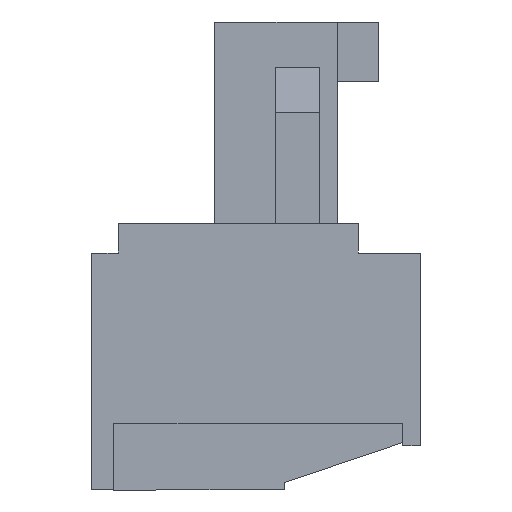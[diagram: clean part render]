
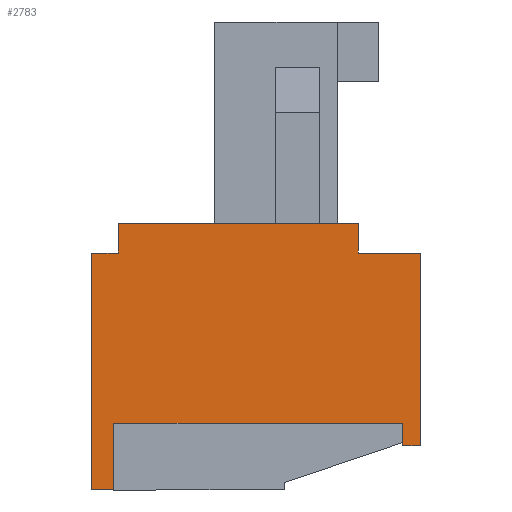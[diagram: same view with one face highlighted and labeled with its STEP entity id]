
A CAD part, left-side view. The second image highlights one B-rep face of the part: STEP entity #2783.
In plain terms, the highlighted planar face has unit normal (-1, 0, 0).
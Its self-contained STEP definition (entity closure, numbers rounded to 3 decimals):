
#2783 = ADVANCED_FACE( '', ( #6080 ), #6081, .F. );
#6080 = FACE_OUTER_BOUND( '', #10114, .T. );
#6081 = PLANE( '', #10115 );
#10114 = EDGE_LOOP( '', ( #17326, #17327, #17328, #17329, #17330, #17331, #17332, #17333, #17334, #17335, #17336, #17337 ) );
#10115 = AXIS2_PLACEMENT_3D( '', #17338, #17339, #17340 );
#17326 = ORIENTED_EDGE( '', *, *, #26549, .F. );
#17327 = ORIENTED_EDGE( '', *, *, #26550, .F. );
#17328 = ORIENTED_EDGE( '', *, *, #26333, .F. );
#17329 = ORIENTED_EDGE( '', *, *, #26551, .F. );
#17330 = ORIENTED_EDGE( '', *, *, #23980, .F. );
#17331 = ORIENTED_EDGE( '', *, *, #26552, .F. );
#17332 = ORIENTED_EDGE( '', *, *, #24362, .F. );
#17333 = ORIENTED_EDGE( '', *, *, #26553, .F. );
#17334 = ORIENTED_EDGE( '', *, *, #26554, .F. );
#17335 = ORIENTED_EDGE( '', *, *, #25052, .F. );
#17336 = ORIENTED_EDGE( '', *, *, #26555, .F. );
#17337 = ORIENTED_EDGE( '', *, *, #26556, .F. );
#17338 = CARTESIAN_POINT( '', ( -30.48, 0., 0. ) );
#17339 = DIRECTION( '', ( 1., 0., 0. ) );
#17340 = DIRECTION( '', ( 0., 0., -1. ) );
#23980 = EDGE_CURVE( '', #28563, #28543, #28565, .T. );
#24362 = EDGE_CURVE( '', #29243, #29244, #29245, .T. );
#25052 = EDGE_CURVE( '', #30437, #30439, #30440, .T. );
#26333 = EDGE_CURVE( '', #32454, #32456, #32457, .T. );
#26549 = EDGE_CURVE( '', #32766, #32767, #32768, .T. );
#26550 = EDGE_CURVE( '', #32456, #32766, #32769, .T. );
#26551 = EDGE_CURVE( '', #28543, #32454, #32770, .T. );
#26552 = EDGE_CURVE( '', #29244, #28563, #32771, .T. );
#26553 = EDGE_CURVE( '', #32772, #29243, #32773, .T. );
#26554 = EDGE_CURVE( '', #30439, #32772, #32774, .T. );
#26555 = EDGE_CURVE( '', #32775, #30437, #32776, .T. );
#26556 = EDGE_CURVE( '', #32767, #32775, #32777, .T. );
#28543 = VERTEX_POINT( '', #35272 );
#28563 = VERTEX_POINT( '', #35302 );
#28565 = LINE( '', #35305, #35306 );
#29243 = VERTEX_POINT( '', #36274 );
#29244 = VERTEX_POINT( '', #36275 );
#29245 = LINE( '', #36276, #36277 );
#30437 = VERTEX_POINT( '', #37990 );
#30439 = VERTEX_POINT( '', #37993 );
#30440 = LINE( '', #37994, #37995 );
#32454 = VERTEX_POINT( '', #40991 );
#32456 = VERTEX_POINT( '', #40994 );
#32457 = LINE( '', #40995, #40996 );
#32766 = VERTEX_POINT( '', #41447 );
#32767 = VERTEX_POINT( '', #41448 );
#32768 = LINE( '', #41449, #41450 );
#32769 = LINE( '', #41451, #41452 );
#32770 = LINE( '', #41453, #41454 );
#32771 = LINE( '', #41455, #41456 );
#32772 = VERTEX_POINT( '', #41457 );
#32773 = LINE( '', #41458, #41459 );
#32774 = LINE( '', #41460, #41461 );
#32775 = VERTEX_POINT( '', #41462 );
#32776 = LINE( '', #41463, #41464 );
#32777 = LINE( '', #41465, #41466 );
#35272 = CARTESIAN_POINT( '', ( -30.48, 4.05, 4. ) );
#35302 = CARTESIAN_POINT( '', ( -30.48, 4.95, 4. ) );
#35305 = CARTESIAN_POINT( '', ( -30.48, 4.95, 4. ) );
#35306 = VECTOR( '', #44696, 1000. );
#36274 = CARTESIAN_POINT( '', ( -30.48, 4.2, -4. ) );
#36275 = CARTESIAN_POINT( '', ( -30.48, 4.95, -4. ) );
#36276 = CARTESIAN_POINT( '', ( -30.48, 4.2, -4. ) );
#36277 = VECTOR( '', #45057, 1000. );
#37990 = CARTESIAN_POINT( '', ( -30.48, -5.55, -2.5 ) );
#37993 = CARTESIAN_POINT( '', ( -30.48, -5.55, -1.75 ) );
#37994 = CARTESIAN_POINT( '', ( -30.48, -5.55, -2.5 ) );
#37995 = VECTOR( '', #45724, 1000. );
#40991 = CARTESIAN_POINT( '', ( -30.48, 4.05, 5. ) );
#40994 = CARTESIAN_POINT( '', ( -30.48, -4.05, 5. ) );
#40995 = CARTESIAN_POINT( '', ( -30.48, 4.05, 5. ) );
#40996 = VECTOR( '', #46873, 1000. );
#41447 = CARTESIAN_POINT( '', ( -30.48, -4.05, 4. ) );
#41448 = CARTESIAN_POINT( '', ( -30.48, -6.15, 4. ) );
#41449 = CARTESIAN_POINT( '', ( -30.48, -4.05, 4. ) );
#41450 = VECTOR( '', #47076, 1000. );
#41451 = CARTESIAN_POINT( '', ( -30.48, -4.05, 5. ) );
#41452 = VECTOR( '', #47077, 1000. );
#41453 = CARTESIAN_POINT( '', ( -30.48, 4.05, 4. ) );
#41454 = VECTOR( '', #47078, 1000. );
#41455 = CARTESIAN_POINT( '', ( -30.48, 4.95, -4. ) );
#41456 = VECTOR( '', #47079, 1000. );
#41457 = CARTESIAN_POINT( '', ( -30.48, 4.2, -1.75 ) );
#41458 = CARTESIAN_POINT( '', ( -30.48, 4.2, -1.75 ) );
#41459 = VECTOR( '', #47080, 1000. );
#41460 = CARTESIAN_POINT( '', ( -30.48, -5.55, -1.75 ) );
#41461 = VECTOR( '', #47081, 1000. );
#41462 = CARTESIAN_POINT( '', ( -30.48, -6.15, -2.5 ) );
#41463 = CARTESIAN_POINT( '', ( -30.48, -6.15, -2.5 ) );
#41464 = VECTOR( '', #47082, 1000. );
#41465 = CARTESIAN_POINT( '', ( -30.48, -6.15, 4. ) );
#41466 = VECTOR( '', #47083, 1000. );
#44696 = DIRECTION( '', ( 0., -1., 0. ) );
#45057 = DIRECTION( '', ( 0., 1., 0. ) );
#45724 = DIRECTION( '', ( 0., 0., 1. ) );
#46873 = DIRECTION( '', ( 0., -1., 0. ) );
#47076 = DIRECTION( '', ( 0., -1., 0. ) );
#47077 = DIRECTION( '', ( 0., 0., -1. ) );
#47078 = DIRECTION( '', ( 0., 0., 1. ) );
#47079 = DIRECTION( '', ( 0., 0., 1. ) );
#47080 = DIRECTION( '', ( 0., 0., -1. ) );
#47081 = DIRECTION( '', ( 0., 1., 0. ) );
#47082 = DIRECTION( '', ( 0., 1., 0. ) );
#47083 = DIRECTION( '', ( 0., 0., -1. ) );
